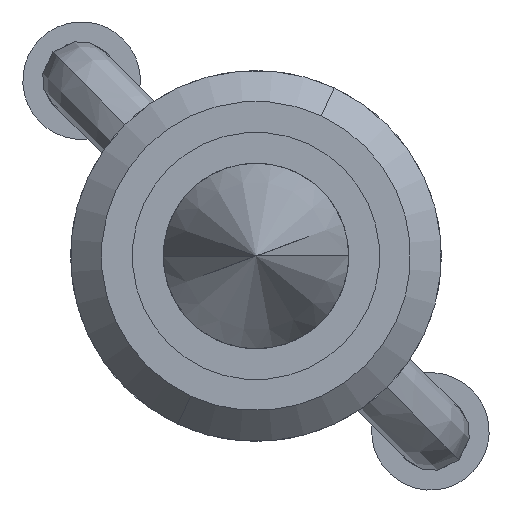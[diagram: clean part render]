
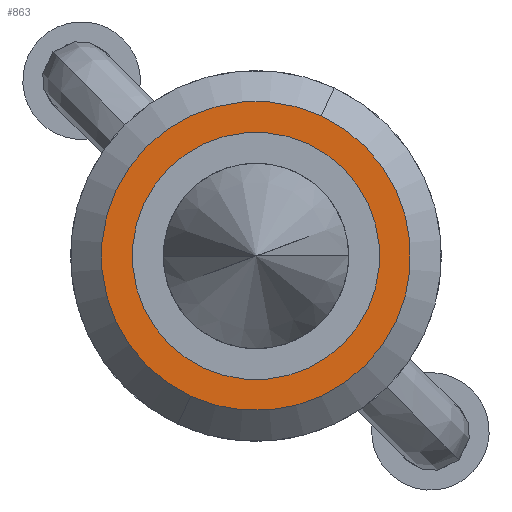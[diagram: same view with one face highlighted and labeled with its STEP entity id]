
A CAD part, left-side view. The second image highlights one B-rep face of the part: STEP entity #863.
In plain terms, the highlighted face is planar.
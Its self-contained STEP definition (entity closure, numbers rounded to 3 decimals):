
#150 = EDGE_CURVE ( 'NONE', #1647, #600, #2770, .T. ) ;
#518 = DIRECTION ( 'NONE',  ( 0., 0., -1. ) ) ;
#600 = VERTEX_POINT ( 'NONE', #2201 ) ;
#601 = DIRECTION ( 'NONE',  ( 0., 0., -1. ) ) ;
#764 = AXIS2_PLACEMENT_3D ( 'NONE', #4957, #4548, #2952 ) ;
#863 = ADVANCED_FACE ( 'NONE', ( #2662, #3937 ), #3456, .F. ) ;
#914 = CARTESIAN_POINT ( 'NONE',  ( 0., 3., -2.5 ) ) ;
#963 = VERTEX_POINT ( 'NONE', #914 ) ;
#1370 = DIRECTION ( 'NONE',  ( 0., -1., 0. ) ) ;
#1396 = EDGE_CURVE ( 'NONE', #600, #1647, #2862, .T. ) ;
#1397 = DIRECTION ( 'NONE',  ( 0., 0., -1. ) ) ;
#1490 = DIRECTION ( 'NONE',  ( 0., -1., 0. ) ) ;
#1553 = CARTESIAN_POINT ( 'NONE',  ( 0., 3., 2. ) ) ;
#1647 = VERTEX_POINT ( 'NONE', #1553 ) ;
#1858 = CARTESIAN_POINT ( 'NONE',  ( 0., 3., 0. ) ) ;
#1902 = ORIENTED_EDGE ( 'NONE', *, *, #150, .T. ) ;
#2085 = DIRECTION ( 'NONE',  ( 0., 0., -1. ) ) ;
#2168 = AXIS2_PLACEMENT_3D ( 'NONE', #2562, #4509, #2085 ) ;
#2201 = CARTESIAN_POINT ( 'NONE',  ( 0., 3., -2. ) ) ;
#2347 = ORIENTED_EDGE ( 'NONE', *, *, #4559, .F. ) ;
#2431 = AXIS2_PLACEMENT_3D ( 'NONE', #2640, #4292, #518 ) ;
#2562 = CARTESIAN_POINT ( 'NONE',  ( 0., 3., 0. ) ) ;
#2640 = CARTESIAN_POINT ( 'NONE',  ( -2., 3., 0. ) ) ;
#2662 = FACE_OUTER_BOUND ( 'NONE', #4283, .T. ) ;
#2770 = CIRCLE ( 'NONE', #3895, 2. ) ;
#2862 = CIRCLE ( 'NONE', #764, 2. ) ;
#2952 = DIRECTION ( 'NONE',  ( 0., 0., -1. ) ) ;
#3286 = ORIENTED_EDGE ( 'NONE', *, *, #1396, .T. ) ;
#3295 = CARTESIAN_POINT ( 'NONE',  ( 0., 3., 2.5 ) ) ;
#3456 = PLANE ( 'NONE',  #2431 ) ;
#3588 = ORIENTED_EDGE ( 'NONE', *, *, #4929, .F. ) ;
#3617 = CIRCLE ( 'NONE', #4834, 2.5 ) ;
#3829 = CIRCLE ( 'NONE', #2168, 2.5 ) ;
#3895 = AXIS2_PLACEMENT_3D ( 'NONE', #1858, #1370, #1397 ) ;
#3937 = FACE_BOUND ( 'NONE', #4753, .T. ) ;
#4283 = EDGE_LOOP ( 'NONE', ( #3588, #2347 ) ) ;
#4292 = DIRECTION ( 'NONE',  ( 0., -1., 0. ) ) ;
#4496 = VERTEX_POINT ( 'NONE', #3295 ) ;
#4509 = DIRECTION ( 'NONE',  ( 0., -1., 0. ) ) ;
#4548 = DIRECTION ( 'NONE',  ( 0., -1., 0. ) ) ;
#4559 = EDGE_CURVE ( 'NONE', #4496, #963, #3829, .T. ) ;
#4753 = EDGE_LOOP ( 'NONE', ( #3286, #1902 ) ) ;
#4834 = AXIS2_PLACEMENT_3D ( 'NONE', #5302, #1490, #601 ) ;
#4929 = EDGE_CURVE ( 'NONE', #963, #4496, #3617, .T. ) ;
#4957 = CARTESIAN_POINT ( 'NONE',  ( 0., 3., 0. ) ) ;
#5302 = CARTESIAN_POINT ( 'NONE',  ( 0., 3., 0. ) ) ;
